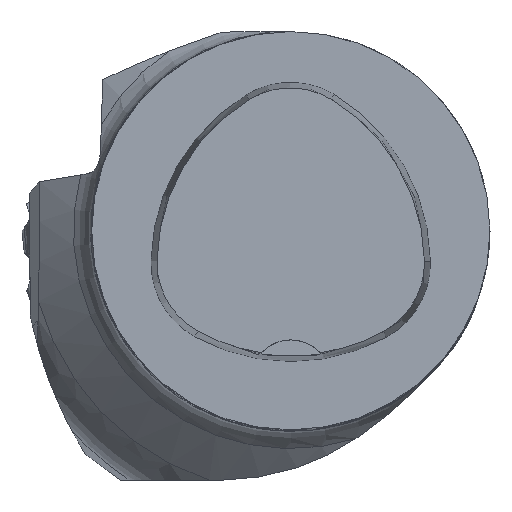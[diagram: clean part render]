
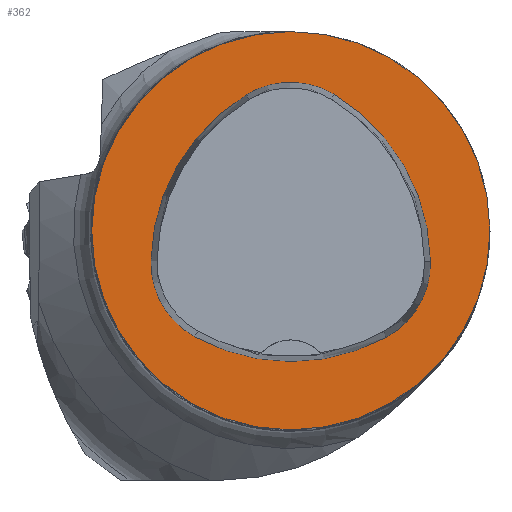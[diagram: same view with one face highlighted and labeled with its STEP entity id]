
A CAD part, top view. The second image highlights one B-rep face of the part: STEP entity #362.
In plain terms, the highlighted planar face has unit normal (0, 0, 1).
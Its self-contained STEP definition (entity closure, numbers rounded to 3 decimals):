
#156=FACE_BOUND('',#867,.T.);
#157=FACE_BOUND('',#868,.T.);
#165=CIRCLE('',#3924,20.);
#185=CIRCLE('',#3990,20.);
#187=CIRCLE('',#3993,8.5);
#189=CIRCLE('',#3996,20.);
#191=CIRCLE('',#3999,8.5);
#195=CIRCLE('',#4004,20.);
#197=CIRCLE('',#4007,8.5);
#362=ADVANCED_FACE('',(#156,#157),#529,.T.);
#529=PLANE('',#4012);
#867=EDGE_LOOP('',(#1559,#1560,#1561,#1562,#1563,#1564));
#868=EDGE_LOOP('',(#1565));
#1559=ORIENTED_EDGE('',*,*,#2931,.T.);
#1560=ORIENTED_EDGE('',*,*,#2911,.T.);
#1561=ORIENTED_EDGE('',*,*,#2915,.T.);
#1562=ORIENTED_EDGE('',*,*,#2918,.T.);
#1563=ORIENTED_EDGE('',*,*,#2921,.T.);
#1564=ORIENTED_EDGE('',*,*,#2929,.T.);
#1565=ORIENTED_EDGE('',*,*,#2815,.F.);
#2441=VERTEX_POINT('',#5289);
#2499=VERTEX_POINT('',#5723);
#2500=VERTEX_POINT('',#5724);
#2503=VERTEX_POINT('',#5732);
#2505=VERTEX_POINT('',#5738);
#2507=VERTEX_POINT('',#5744);
#2514=VERTEX_POINT('',#5765);
#2815=EDGE_CURVE('',#2441,#2441,#165,.T.);
#2911=EDGE_CURVE('',#2499,#2500,#185,.T.);
#2915=EDGE_CURVE('',#2500,#2503,#187,.T.);
#2918=EDGE_CURVE('',#2503,#2505,#189,.T.);
#2921=EDGE_CURVE('',#2505,#2507,#191,.T.);
#2929=EDGE_CURVE('',#2507,#2514,#195,.T.);
#2931=EDGE_CURVE('',#2514,#2499,#197,.T.);
#3924=AXIS2_PLACEMENT_3D('',#5288,#4300,#4301);
#3990=AXIS2_PLACEMENT_3D('',#5722,#4457,#4458);
#3993=AXIS2_PLACEMENT_3D('',#5731,#4465,#4466);
#3996=AXIS2_PLACEMENT_3D('',#5737,#4472,#4473);
#3999=AXIS2_PLACEMENT_3D('',#5743,#4479,#4480);
#4004=AXIS2_PLACEMENT_3D('',#5766,#4491,#4492);
#4007=AXIS2_PLACEMENT_3D('',#5769,#4497,#4498);
#4012=AXIS2_PLACEMENT_3D('',#5774,#4507,#4508);
#4300=DIRECTION('',(0.,0.,-1.));
#4301=DIRECTION('',(-1.,0.,0.));
#4457=DIRECTION('',(0.,0.,-1.));
#4458=DIRECTION('',(-1.,0.,0.));
#4465=DIRECTION('',(0.,0.,-1.));
#4466=DIRECTION('',(-1.,0.,0.));
#4472=DIRECTION('',(0.,0.,-1.));
#4473=DIRECTION('',(-1.,0.,0.));
#4479=DIRECTION('',(0.,0.,-1.));
#4480=DIRECTION('',(-1.,0.,0.));
#4491=DIRECTION('',(0.,0.,-1.));
#4492=DIRECTION('',(-1.,0.,0.));
#4497=DIRECTION('',(0.,0.,-1.));
#4498=DIRECTION('',(-1.,0.,0.));
#4507=DIRECTION('',(0.,0.,1.));
#4508=DIRECTION('',(1.,0.,0.));
#5288=CARTESIAN_POINT('',(0.,0.,0.));
#5289=CARTESIAN_POINT('',(-20.,0.,0.));
#5722=CARTESIAN_POINT('',(5.955,-3.414,0.));
#5723=CARTESIAN_POINT('',(-14.041,-3.042,0.));
#5724=CARTESIAN_POINT('',(-4.472,13.653,0.));
#5731=CARTESIAN_POINT('',(-0.04,6.4,0.));
#5732=CARTESIAN_POINT('',(4.347,13.68,0.));
#5737=CARTESIAN_POINT('',(-5.976,-3.45,0.));
#5738=CARTESIAN_POINT('',(14.021,-3.075,0.));
#5743=CARTESIAN_POINT('',(5.522,-3.235,0.));
#5744=CARTESIAN_POINT('',(9.588,-10.699,0.));
#5765=CARTESIAN_POINT('',(-9.655,-10.639,0.));
#5766=CARTESIAN_POINT('',(0.022,6.864,0.));
#5769=CARTESIAN_POINT('',(-5.543,-3.2,0.));
#5774=CARTESIAN_POINT('',(0.,0.,0.));
